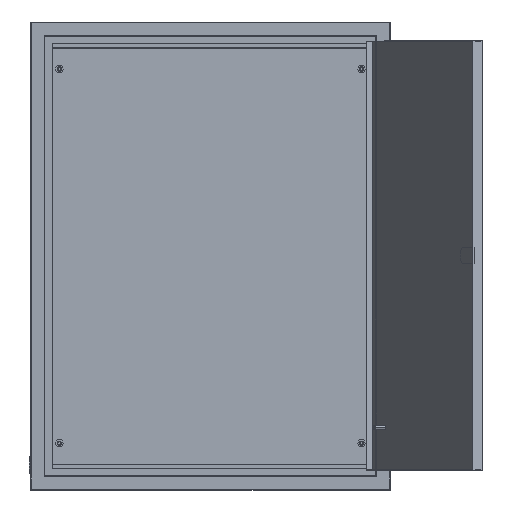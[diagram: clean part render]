
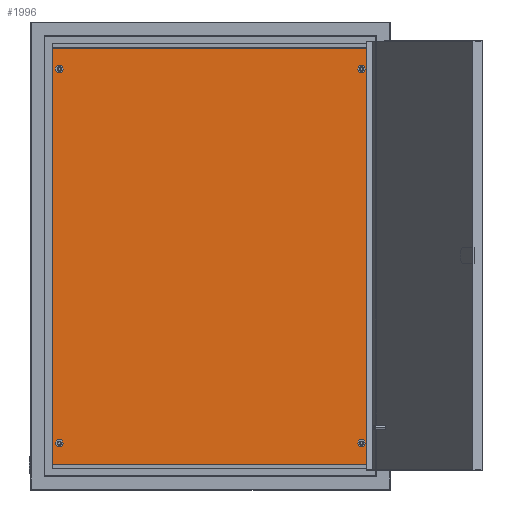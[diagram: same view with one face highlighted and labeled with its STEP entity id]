
A CAD part, top view. The second image highlights one B-rep face of the part: STEP entity #1996.
In plain terms, the highlighted planar face has unit normal (0, 0, 1).
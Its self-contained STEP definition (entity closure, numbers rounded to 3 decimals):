
#204 = CARTESIAN_POINT ( 'NONE',  ( -210., 260., 0. ) ) ;
#229 = ORIENTED_EDGE ( 'NONE', *, *, #3880, .F. ) ;
#282 = CARTESIAN_POINT ( 'NONE',  ( 206., 260., 0. ) ) ;
#434 = AXIS2_PLACEMENT_3D ( 'NONE', #1520, #2568, #2595 ) ;
#499 = DIRECTION ( 'NONE',  ( 0., 0., 1. ) ) ;
#512 = CIRCLE ( 'NONE', #3504, 4. ) ;
#543 = AXIS2_PLACEMENT_3D ( 'NONE', #2966, #2935, #801 ) ;
#550 = LINE ( 'NONE', #1703, #2324 ) ;
#596 = CARTESIAN_POINT ( 'NONE',  ( -206., -260., 0. ) ) ;
#629 = LINE ( 'NONE', #940, #1235 ) ;
#714 = VERTEX_POINT ( 'NONE', #2669 ) ;
#763 = DIRECTION ( 'NONE',  ( 1., 0., 0. ) ) ;
#778 = VERTEX_POINT ( 'NONE', #596 ) ;
#801 = DIRECTION ( 'NONE',  ( -1., 0., 0. ) ) ;
#940 = CARTESIAN_POINT ( 'NONE',  ( -220., 290., 0. ) ) ;
#966 = DIRECTION ( 'NONE',  ( 0., 1., 0. ) ) ;
#978 = DIRECTION ( 'NONE',  ( 1., 0., 0. ) ) ;
#1030 = VECTOR ( 'NONE', #2191, 1000. ) ;
#1091 = DIRECTION ( 'NONE',  ( 0., 0., 1. ) ) ;
#1235 = VECTOR ( 'NONE', #4122, 1000. ) ;
#1249 = DIRECTION ( 'NONE',  ( -1., 0., 0. ) ) ;
#1253 = ORIENTED_EDGE ( 'NONE', *, *, #3771, .F. ) ;
#1400 = CARTESIAN_POINT ( 'NONE',  ( 210., -260., 0. ) ) ;
#1411 = ORIENTED_EDGE ( 'NONE', *, *, #4204, .T. ) ;
#1418 = LINE ( 'NONE', #1797, #1030 ) ;
#1519 = AXIS2_PLACEMENT_3D ( 'NONE', #3045, #499, #2484 ) ;
#1520 = CARTESIAN_POINT ( 'NONE',  ( 210., 260., 0. ) ) ;
#1530 = CARTESIAN_POINT ( 'NONE',  ( 210., -260., 0. ) ) ;
#1557 = EDGE_CURVE ( 'NONE', #3701, #778, #1669, .T. ) ;
#1598 = CIRCLE ( 'NONE', #543, 4. ) ;
#1601 = CARTESIAN_POINT ( 'NONE',  ( -214., 260., 0. ) ) ;
#1604 = FACE_BOUND ( 'NONE', #4292, .T. ) ;
#1669 = CIRCLE ( 'NONE', #3812, 4. ) ;
#1673 = CARTESIAN_POINT ( 'NONE',  ( -206., 260., 0. ) ) ;
#1703 = CARTESIAN_POINT ( 'NONE',  ( 220., 290., 0. ) ) ;
#1797 = CARTESIAN_POINT ( 'NONE',  ( -220., 290., 0. ) ) ;
#1828 = VERTEX_POINT ( 'NONE', #3695 ) ;
#1871 = EDGE_CURVE ( 'NONE', #4178, #3664, #2340, .T. ) ;
#1889 = VERTEX_POINT ( 'NONE', #4167 ) ;
#1996 = ADVANCED_FACE ( 'NONE', ( #3177, #1604, #3882, #2173, #3835 ), #2443, .T. ) ;
#2034 = CARTESIAN_POINT ( 'NONE',  ( 220., -290., 0. ) ) ;
#2064 = ORIENTED_EDGE ( 'NONE', *, *, #2167, .F. ) ;
#2096 = DIRECTION ( 'NONE',  ( 0., 0., 1. ) ) ;
#2137 = ORIENTED_EDGE ( 'NONE', *, *, #3190, .T. ) ;
#2167 = EDGE_CURVE ( 'NONE', #778, #3701, #512, .T. ) ;
#2173 = FACE_BOUND ( 'NONE', #2733, .T. ) ;
#2191 = DIRECTION ( 'NONE',  ( -1., 0., 0. ) ) ;
#2250 = DIRECTION ( 'NONE',  ( 1., 0., 0. ) ) ;
#2253 = EDGE_CURVE ( 'NONE', #3748, #1828, #1598, .T. ) ;
#2284 = ORIENTED_EDGE ( 'NONE', *, *, #1871, .F. ) ;
#2324 = VECTOR ( 'NONE', #966, 1000. ) ;
#2339 = CARTESIAN_POINT ( 'NONE',  ( -214., -260., 0. ) ) ;
#2340 = CIRCLE ( 'NONE', #4212, 4. ) ;
#2376 = DIRECTION ( 'NONE',  ( 0., 0., 1. ) ) ;
#2377 = CARTESIAN_POINT ( 'NONE',  ( 220., 290., 0. ) ) ;
#2411 = CARTESIAN_POINT ( 'NONE',  ( 0., 0., 0. ) ) ;
#2443 = PLANE ( 'NONE',  #2593 ) ;
#2477 = ORIENTED_EDGE ( 'NONE', *, *, #3454, .T. ) ;
#2484 = DIRECTION ( 'NONE',  ( 1., 0., 0. ) ) ;
#2568 = DIRECTION ( 'NONE',  ( 0., 0., 1. ) ) ;
#2593 = AXIS2_PLACEMENT_3D ( 'NONE', #2411, #2096, #3473 ) ;
#2595 = DIRECTION ( 'NONE',  ( -1., 0., 0. ) ) ;
#2615 = EDGE_LOOP ( 'NONE', ( #1411, #2477, #2137, #4100 ) ) ;
#2669 = CARTESIAN_POINT ( 'NONE',  ( 214., -260., 0. ) ) ;
#2684 = ORIENTED_EDGE ( 'NONE', *, *, #2253, .F. ) ;
#2701 = VERTEX_POINT ( 'NONE', #2812 ) ;
#2733 = EDGE_LOOP ( 'NONE', ( #2284, #2735 ) ) ;
#2735 = ORIENTED_EDGE ( 'NONE', *, *, #3247, .F. ) ;
#2768 = CIRCLE ( 'NONE', #3513, 4. ) ;
#2812 = CARTESIAN_POINT ( 'NONE',  ( -220., 290., 0. ) ) ;
#2832 = VECTOR ( 'NONE', #2250, 1000. ) ;
#2849 = CARTESIAN_POINT ( 'NONE',  ( -210., -260., 0. ) ) ;
#2927 = DIRECTION ( 'NONE',  ( 0., 0., 1. ) ) ;
#2935 = DIRECTION ( 'NONE',  ( 0., 0., 1. ) ) ;
#2939 = CIRCLE ( 'NONE', #1519, 4. ) ;
#2966 = CARTESIAN_POINT ( 'NONE',  ( 210., 260., 0. ) ) ;
#3000 = EDGE_CURVE ( 'NONE', #1828, #3748, #4109, .T. ) ;
#3009 = ORIENTED_EDGE ( 'NONE', *, *, #3000, .F. ) ;
#3045 = CARTESIAN_POINT ( 'NONE',  ( -210., 260., 0. ) ) ;
#3147 = EDGE_LOOP ( 'NONE', ( #3009, #2684 ) ) ;
#3177 = FACE_BOUND ( 'NONE', #3237, .T. ) ;
#3190 = EDGE_CURVE ( 'NONE', #4259, #4211, #550, .T. ) ;
#3237 = EDGE_LOOP ( 'NONE', ( #2064, #3507 ) ) ;
#3247 = EDGE_CURVE ( 'NONE', #3664, #4178, #2939, .T. ) ;
#3454 = EDGE_CURVE ( 'NONE', #1889, #4259, #3510, .T. ) ;
#3473 = DIRECTION ( 'NONE',  ( 1., 0., 0. ) ) ;
#3504 = AXIS2_PLACEMENT_3D ( 'NONE', #2849, #1091, #1249 ) ;
#3507 = ORIENTED_EDGE ( 'NONE', *, *, #1557, .F. ) ;
#3510 = LINE ( 'NONE', #3956, #2832 ) ;
#3513 = AXIS2_PLACEMENT_3D ( 'NONE', #1530, #2927, #763 ) ;
#3547 = DIRECTION ( 'NONE',  ( 0., 0., 1. ) ) ;
#3555 = CARTESIAN_POINT ( 'NONE',  ( 206., -260., 0. ) ) ;
#3664 = VERTEX_POINT ( 'NONE', #1601 ) ;
#3695 = CARTESIAN_POINT ( 'NONE',  ( 214., 260., 0. ) ) ;
#3701 = VERTEX_POINT ( 'NONE', #2339 ) ;
#3748 = VERTEX_POINT ( 'NONE', #282 ) ;
#3771 = EDGE_CURVE ( 'NONE', #4346, #714, #4385, .T. ) ;
#3812 = AXIS2_PLACEMENT_3D ( 'NONE', #4298, #4207, #4191 ) ;
#3835 = FACE_OUTER_BOUND ( 'NONE', #2615, .T. ) ;
#3880 = EDGE_CURVE ( 'NONE', #714, #4346, #2768, .T. ) ;
#3882 = FACE_BOUND ( 'NONE', #3147, .T. ) ;
#3956 = CARTESIAN_POINT ( 'NONE',  ( -220., -290., 0. ) ) ;
#4100 = ORIENTED_EDGE ( 'NONE', *, *, #4424, .T. ) ;
#4109 = CIRCLE ( 'NONE', #434, 4. ) ;
#4122 = DIRECTION ( 'NONE',  ( 0., -1., 0. ) ) ;
#4167 = CARTESIAN_POINT ( 'NONE',  ( -220., -290., 0. ) ) ;
#4178 = VERTEX_POINT ( 'NONE', #1673 ) ;
#4191 = DIRECTION ( 'NONE',  ( -1., 0., 0. ) ) ;
#4204 = EDGE_CURVE ( 'NONE', #2701, #1889, #629, .T. ) ;
#4207 = DIRECTION ( 'NONE',  ( 0., 0., 1. ) ) ;
#4211 = VERTEX_POINT ( 'NONE', #2377 ) ;
#4212 = AXIS2_PLACEMENT_3D ( 'NONE', #204, #2376, #4460 ) ;
#4259 = VERTEX_POINT ( 'NONE', #2034 ) ;
#4292 = EDGE_LOOP ( 'NONE', ( #229, #1253 ) ) ;
#4298 = CARTESIAN_POINT ( 'NONE',  ( -210., -260., 0. ) ) ;
#4306 = AXIS2_PLACEMENT_3D ( 'NONE', #1400, #3547, #978 ) ;
#4346 = VERTEX_POINT ( 'NONE', #3555 ) ;
#4385 = CIRCLE ( 'NONE', #4306, 4. ) ;
#4424 = EDGE_CURVE ( 'NONE', #4211, #2701, #1418, .T. ) ;
#4460 = DIRECTION ( 'NONE',  ( 1., 0., 0. ) ) ;
